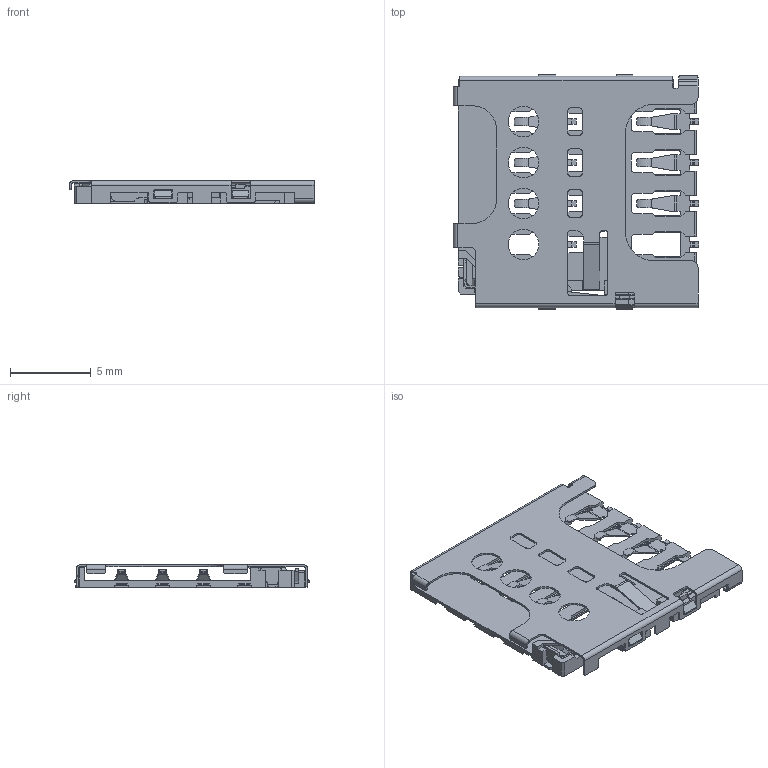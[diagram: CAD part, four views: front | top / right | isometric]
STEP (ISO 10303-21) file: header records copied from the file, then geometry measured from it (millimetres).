
FILE_DESCRIPTION(('STEP AP214'),'1');
FILE_NAME('78727-0001.stp','2020-06-09T16:13:41',('TraceParts'),('TraceParts S.A.'),'Spatial InterOp 3D',' ',' ');
FILE_SCHEMA(('AUTOMOTIVE_DESIGN { 1 0 10303 214 1 1 1 1 }'));
Length unit declared in the file: millimetre
Products named in the file (1): 78727-0001_1
Bounding box: 15.22 x 14.53 x 1.4 mm (x, y, z)
Volume: 88.8 mm3; surface area: 804.2 mm2
Topology: 2 solids, 2 shells, 1051 faces, 3217 edges, 2226 vertices
Faces by surface type: plane 778, cylinder 273
Entity records: 35900 total; most frequent: CARTESIAN_POINT 6589, ORIENTED_EDGE 6298, DIRECTION 5804, EDGE_CURVE 3149, LINE 2650, VECTOR 2650, VERTEX_POINT 2090, AXIS2_PLACEMENT_3D 1577
